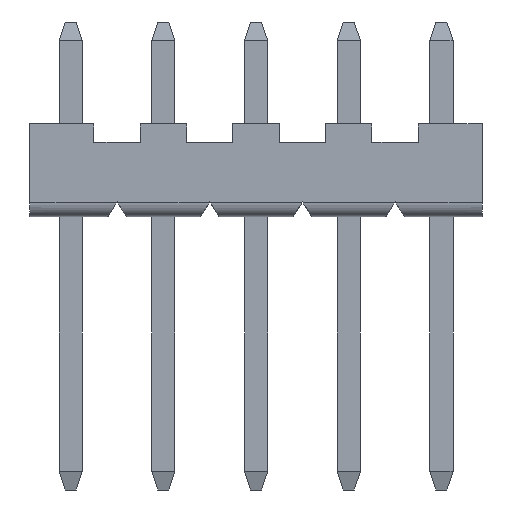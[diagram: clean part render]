
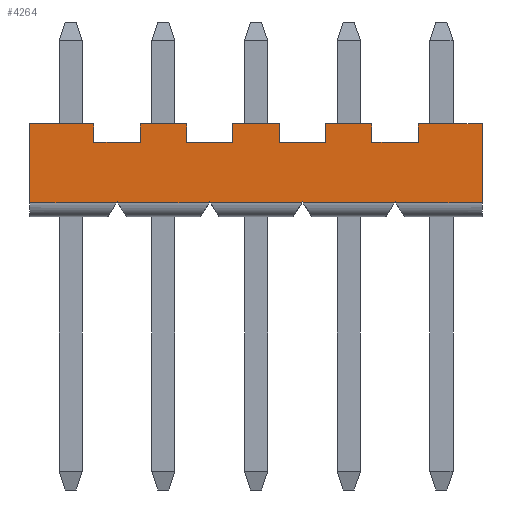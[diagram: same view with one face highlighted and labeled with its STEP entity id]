
A CAD part, front view. The second image highlights one B-rep face of the part: STEP entity #4264.
In plain terms, the highlighted planar face has unit normal (0, -1, 0).
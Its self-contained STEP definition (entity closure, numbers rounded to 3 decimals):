
#101=DIRECTION('',(0.,0.,-1.));
#102=VECTOR('',#101,2.159);
#103=CARTESIAN_POINT('',(-6.2,-1.168,0.));
#104=LINE('',#103,#102);
#672=DIRECTION('',(0.,0.,-1.));
#673=VECTOR('',#672,2.159);
#674=CARTESIAN_POINT('',(6.2,-1.168,0.));
#675=LINE('',#674,#673);
#1288=DIRECTION('',(0.,0.,-1.));
#1289=VECTOR('',#1288,0.508);
#1290=CARTESIAN_POINT('',(-3.173,-1.168,0.));
#1291=LINE('',#1290,#1289);
#1292=DIRECTION('',(1.,0.,0.));
#1293=VECTOR('',#1292,1.27);
#1294=CARTESIAN_POINT('',(-3.173,-1.168,0.));
#1295=LINE('',#1294,#1293);
#1296=DIRECTION('',(0.,0.,-1.));
#1297=VECTOR('',#1296,0.508);
#1298=CARTESIAN_POINT('',(-1.903,-1.168,0.));
#1299=LINE('',#1298,#1297);
#1300=DIRECTION('',(-1.,0.,0.));
#1301=VECTOR('',#1300,1.27);
#1302=CARTESIAN_POINT('',(-0.633,-1.168,-0.508));
#1303=LINE('',#1302,#1301);
#1304=DIRECTION('',(0.,0.,-1.));
#1305=VECTOR('',#1304,0.508);
#1306=CARTESIAN_POINT('',(-0.633,-1.168,0.));
#1307=LINE('',#1306,#1305);
#1308=DIRECTION('',(1.,0.,0.));
#1309=VECTOR('',#1308,1.27);
#1310=CARTESIAN_POINT('',(-0.633,-1.168,0.));
#1311=LINE('',#1310,#1309);
#1312=DIRECTION('',(0.,0.,-1.));
#1313=VECTOR('',#1312,0.508);
#1314=CARTESIAN_POINT('',(0.637,-1.168,0.));
#1315=LINE('',#1314,#1313);
#1316=DIRECTION('',(-1.,0.,0.));
#1317=VECTOR('',#1316,1.27);
#1318=CARTESIAN_POINT('',(1.907,-1.168,-0.508));
#1319=LINE('',#1318,#1317);
#1320=DIRECTION('',(0.,0.,-1.));
#1321=VECTOR('',#1320,0.508);
#1322=CARTESIAN_POINT('',(1.907,-1.168,0.));
#1323=LINE('',#1322,#1321);
#1324=DIRECTION('',(1.,0.,0.));
#1325=VECTOR('',#1324,1.27);
#1326=CARTESIAN_POINT('',(1.907,-1.168,0.));
#1327=LINE('',#1326,#1325);
#1328=DIRECTION('',(0.,0.,-1.));
#1329=VECTOR('',#1328,0.508);
#1330=CARTESIAN_POINT('',(3.177,-1.168,0.));
#1331=LINE('',#1330,#1329);
#1332=DIRECTION('',(-1.,0.,0.));
#1333=VECTOR('',#1332,1.27);
#1334=CARTESIAN_POINT('',(4.447,-1.168,-0.508));
#1335=LINE('',#1334,#1333);
#1336=DIRECTION('',(0.,0.,-1.));
#1337=VECTOR('',#1336,0.508);
#1338=CARTESIAN_POINT('',(4.447,-1.168,0.));
#1339=LINE('',#1338,#1337);
#1340=DIRECTION('',(1.,0.,0.));
#1341=VECTOR('',#1340,1.753);
#1342=CARTESIAN_POINT('',(4.447,-1.168,0.));
#1343=LINE('',#1342,#1341);
#1344=DIRECTION('',(-1.,0.,0.));
#1345=VECTOR('',#1344,2.372);
#1346=CARTESIAN_POINT('',(6.2,-1.168,-2.159));
#1347=LINE('',#1346,#1345);
#1348=DIRECTION('',(0.53,0.,-0.848));
#1349=VECTOR('',#1348,0.03);
#1350=CARTESIAN_POINT('',(3.812,-1.168,-2.134));
#1351=LINE('',#1350,#1349);
#1352=DIRECTION('',(0.53,0.,0.848));
#1353=VECTOR('',#1352,0.03);
#1354=CARTESIAN_POINT('',(3.797,-1.168,-2.159));
#1355=LINE('',#1354,#1353);
#1356=DIRECTION('',(-1.,0.,0.));
#1357=VECTOR('',#1356,2.508);
#1358=CARTESIAN_POINT('',(3.797,-1.168,-2.159));
#1359=LINE('',#1358,#1357);
#1360=DIRECTION('',(-0.53,0.,0.848));
#1361=VECTOR('',#1360,0.03);
#1362=CARTESIAN_POINT('',(1.288,-1.168,-2.159));
#1363=LINE('',#1362,#1361);
#1364=DIRECTION('',(0.53,0.,0.848));
#1365=VECTOR('',#1364,0.03);
#1366=CARTESIAN_POINT('',(1.257,-1.168,-2.159));
#1367=LINE('',#1366,#1365);
#1368=DIRECTION('',(-1.,0.,0.));
#1369=VECTOR('',#1368,2.508);
#1370=CARTESIAN_POINT('',(1.257,-1.168,-2.159));
#1371=LINE('',#1370,#1369);
#1372=DIRECTION('',(-0.53,0.,0.848));
#1373=VECTOR('',#1372,0.03);
#1374=CARTESIAN_POINT('',(-1.252,-1.168,-2.159));
#1375=LINE('',#1374,#1373);
#1376=DIRECTION('',(0.53,0.,0.848));
#1377=VECTOR('',#1376,0.03);
#1378=CARTESIAN_POINT('',(-1.283,-1.168,-2.159));
#1379=LINE('',#1378,#1377);
#1380=DIRECTION('',(-1.,0.,0.));
#1381=VECTOR('',#1380,2.508);
#1382=CARTESIAN_POINT('',(-1.283,-1.168,-2.159));
#1383=LINE('',#1382,#1381);
#1384=DIRECTION('',(-0.53,0.,0.848));
#1385=VECTOR('',#1384,0.03);
#1386=CARTESIAN_POINT('',(-3.792,-1.168,-2.159));
#1387=LINE('',#1386,#1385);
#1388=DIRECTION('',(0.53,0.,0.848));
#1389=VECTOR('',#1388,0.03);
#1390=CARTESIAN_POINT('',(-3.823,-1.168,-2.159));
#1391=LINE('',#1390,#1389);
#1392=DIRECTION('',(-1.,0.,0.));
#1393=VECTOR('',#1392,2.377);
#1394=CARTESIAN_POINT('',(-3.823,-1.168,-2.159));
#1395=LINE('',#1394,#1393);
#1396=DIRECTION('',(1.,0.,0.));
#1397=VECTOR('',#1396,1.757);
#1398=CARTESIAN_POINT('',(-6.2,-1.168,0.));
#1399=LINE('',#1398,#1397);
#1400=DIRECTION('',(0.,0.,-1.));
#1401=VECTOR('',#1400,0.508);
#1402=CARTESIAN_POINT('',(-4.443,-1.168,0.));
#1403=LINE('',#1402,#1401);
#1404=DIRECTION('',(-1.,0.,0.));
#1405=VECTOR('',#1404,1.27);
#1406=CARTESIAN_POINT('',(-3.173,-1.168,-0.508));
#1407=LINE('',#1406,#1405);
#2241=CARTESIAN_POINT('',(-6.2,-1.168,0.));
#2243=VERTEX_POINT('',#2241);
#2249=CARTESIAN_POINT('',(6.2,-1.168,0.));
#2251=VERTEX_POINT('',#2249);
#2306=CARTESIAN_POINT('',(3.797,-1.168,-2.159));
#2307=CARTESIAN_POINT('',(3.812,-1.168,-2.134));
#2308=VERTEX_POINT('',#2306);
#2309=VERTEX_POINT('',#2307);
#2310=CARTESIAN_POINT('',(3.828,-1.168,-2.159));
#2311=VERTEX_POINT('',#2310);
#2356=CARTESIAN_POINT('',(4.447,-1.168,0.));
#2357=VERTEX_POINT('',#2356);
#2358=CARTESIAN_POINT('',(3.177,-1.168,0.));
#2359=VERTEX_POINT('',#2358);
#2360=CARTESIAN_POINT('',(4.447,-1.168,-0.508));
#2361=VERTEX_POINT('',#2360);
#2362=CARTESIAN_POINT('',(3.177,-1.168,-0.508));
#2363=VERTEX_POINT('',#2362);
#2453=CARTESIAN_POINT('',(-6.2,-1.168,-2.159));
#2455=VERTEX_POINT('',#2453);
#2456=CARTESIAN_POINT('',(6.2,-1.168,-2.159));
#2458=VERTEX_POINT('',#2456);
#2649=CARTESIAN_POINT('',(1.907,-1.168,-0.508));
#2651=VERTEX_POINT('',#2649);
#2657=CARTESIAN_POINT('',(0.637,-1.168,-0.508));
#2659=VERTEX_POINT('',#2657);
#2665=CARTESIAN_POINT('',(-0.633,-1.168,-0.508));
#2667=VERTEX_POINT('',#2665);
#2673=CARTESIAN_POINT('',(-1.903,-1.168,-0.508));
#2675=VERTEX_POINT('',#2673);
#2681=CARTESIAN_POINT('',(-3.173,-1.168,-0.508));
#2683=VERTEX_POINT('',#2681);
#2689=CARTESIAN_POINT('',(-4.443,-1.168,-0.508));
#2691=VERTEX_POINT('',#2689);
#2698=CARTESIAN_POINT('',(1.257,-1.168,-2.159));
#2699=CARTESIAN_POINT('',(1.272,-1.168,-2.134));
#2700=VERTEX_POINT('',#2698);
#2701=VERTEX_POINT('',#2699);
#2702=CARTESIAN_POINT('',(1.288,-1.168,-2.159));
#2703=VERTEX_POINT('',#2702);
#2740=CARTESIAN_POINT('',(1.907,-1.168,0.));
#2741=VERTEX_POINT('',#2740);
#2742=CARTESIAN_POINT('',(0.637,-1.168,0.));
#2743=VERTEX_POINT('',#2742);
#2758=CARTESIAN_POINT('',(-1.283,-1.168,-2.159));
#2759=CARTESIAN_POINT('',(-1.268,-1.168,-2.134));
#2760=VERTEX_POINT('',#2758);
#2761=VERTEX_POINT('',#2759);
#2762=CARTESIAN_POINT('',(-1.252,-1.168,-2.159));
#2763=VERTEX_POINT('',#2762);
#2800=CARTESIAN_POINT('',(-0.633,-1.168,0.));
#2801=VERTEX_POINT('',#2800);
#2802=CARTESIAN_POINT('',(-1.903,-1.168,0.));
#2803=VERTEX_POINT('',#2802);
#2818=CARTESIAN_POINT('',(-3.823,-1.168,-2.159));
#2819=CARTESIAN_POINT('',(-3.808,-1.168,-2.134));
#2820=VERTEX_POINT('',#2818);
#2821=VERTEX_POINT('',#2819);
#2822=CARTESIAN_POINT('',(-3.792,-1.168,-2.159));
#2823=VERTEX_POINT('',#2822);
#2860=CARTESIAN_POINT('',(-3.173,-1.168,0.));
#2861=VERTEX_POINT('',#2860);
#2862=CARTESIAN_POINT('',(-4.443,-1.168,0.));
#2863=VERTEX_POINT('',#2862);
#4208=CARTESIAN_POINT('',(-6.2,-1.168,0.));
#4209=DIRECTION('',(0.,-1.,0.));
#4210=DIRECTION('',(0.,0.,-1.));
#4211=AXIS2_PLACEMENT_3D('',#4208,#4209,#4210);
#4212=PLANE('',#4211);
#4213=ORIENTED_EDGE('',*,*,#3462,.F.);
#4214=ORIENTED_EDGE('',*,*,#4189,.T.);
#4216=ORIENTED_EDGE('',*,*,#4215,.T.);
#4217=ORIENTED_EDGE('',*,*,#3086,.F.);
#4219=ORIENTED_EDGE('',*,*,#4218,.F.);
#4220=ORIENTED_EDGE('',*,*,#4175,.T.);
#4222=ORIENTED_EDGE('',*,*,#4221,.T.);
#4223=ORIENTED_EDGE('',*,*,#3128,.F.);
#4224=ORIENTED_EDGE('',*,*,#4063,.F.);
#4225=ORIENTED_EDGE('',*,*,#4160,.T.);
#4227=ORIENTED_EDGE('',*,*,#4226,.T.);
#4228=ORIENTED_EDGE('',*,*,#3170,.F.);
#4229=ORIENTED_EDGE('',*,*,#3368,.F.);
#4230=ORIENTED_EDGE('',*,*,#4146,.T.);
#4231=ORIENTED_EDGE('',*,*,#3549,.T.);
#4233=ORIENTED_EDGE('',*,*,#4232,.T.);
#4234=ORIENTED_EDGE('',*,*,#3009,.F.);
#4236=ORIENTED_EDGE('',*,*,#4235,.F.);
#4238=ORIENTED_EDGE('',*,*,#4237,.T.);
#4240=ORIENTED_EDGE('',*,*,#4239,.T.);
#4242=ORIENTED_EDGE('',*,*,#4241,.F.);
#4244=ORIENTED_EDGE('',*,*,#4243,.T.);
#4246=ORIENTED_EDGE('',*,*,#4245,.T.);
#4248=ORIENTED_EDGE('',*,*,#4247,.F.);
#4250=ORIENTED_EDGE('',*,*,#4249,.T.);
#4252=ORIENTED_EDGE('',*,*,#4251,.T.);
#4254=ORIENTED_EDGE('',*,*,#4253,.F.);
#4256=ORIENTED_EDGE('',*,*,#4255,.T.);
#4257=ORIENTED_EDGE('',*,*,#2895,.F.);
#4258=ORIENTED_EDGE('',*,*,#4201,.T.);
#4260=ORIENTED_EDGE('',*,*,#4259,.T.);
#4261=ORIENTED_EDGE('',*,*,#3044,.F.);
#4262=EDGE_LOOP('',(#4213,#4214,#4216,#4217,#4219,#4220,#4222,#4223,#4224,#4225,
#4227,#4228,#4229,#4230,#4231,#4233,#4234,#4236,#4238,#4240,#4242,#4244,#4246,
#4248,#4250,#4252,#4254,#4256,#4257,#4258,#4260,#4261));
#4263=FACE_OUTER_BOUND('',#4262,.F.);
#4264=ADVANCED_FACE('',(#4263),#4212,.T.);
#2895=EDGE_CURVE('',#2243,#2455,#104,.T.);
#3009=EDGE_CURVE('',#2309,#2311,#1351,.T.);
#3044=EDGE_CURVE('',#2683,#2691,#1407,.T.);
#3086=EDGE_CURVE('',#2667,#2675,#1303,.T.);
#3128=EDGE_CURVE('',#2651,#2659,#1319,.T.);
#3170=EDGE_CURVE('',#2361,#2363,#1335,.T.);
#3368=EDGE_CURVE('',#2357,#2361,#1339,.T.);
#3462=EDGE_CURVE('',#2861,#2683,#1291,.T.);
#3549=EDGE_CURVE('',#2251,#2458,#675,.T.);
#4063=EDGE_CURVE('',#2741,#2651,#1323,.T.);
#4146=EDGE_CURVE('',#2357,#2251,#1343,.T.);
#4160=EDGE_CURVE('',#2741,#2359,#1327,.T.);
#4175=EDGE_CURVE('',#2801,#2743,#1311,.T.);
#4189=EDGE_CURVE('',#2861,#2803,#1295,.T.);
#4201=EDGE_CURVE('',#2243,#2863,#1399,.T.);
#4215=EDGE_CURVE('',#2803,#2675,#1299,.T.);
#4218=EDGE_CURVE('',#2801,#2667,#1307,.T.);
#4221=EDGE_CURVE('',#2743,#2659,#1315,.T.);
#4226=EDGE_CURVE('',#2359,#2363,#1331,.T.);
#4232=EDGE_CURVE('',#2458,#2311,#1347,.T.);
#4235=EDGE_CURVE('',#2308,#2309,#1355,.T.);
#4237=EDGE_CURVE('',#2308,#2703,#1359,.T.);
#4239=EDGE_CURVE('',#2703,#2701,#1363,.T.);
#4241=EDGE_CURVE('',#2700,#2701,#1367,.T.);
#4243=EDGE_CURVE('',#2700,#2763,#1371,.T.);
#4245=EDGE_CURVE('',#2763,#2761,#1375,.T.);
#4247=EDGE_CURVE('',#2760,#2761,#1379,.T.);
#4249=EDGE_CURVE('',#2760,#2823,#1383,.T.);
#4251=EDGE_CURVE('',#2823,#2821,#1387,.T.);
#4253=EDGE_CURVE('',#2820,#2821,#1391,.T.);
#4255=EDGE_CURVE('',#2820,#2455,#1395,.T.);
#4259=EDGE_CURVE('',#2863,#2691,#1403,.T.);
